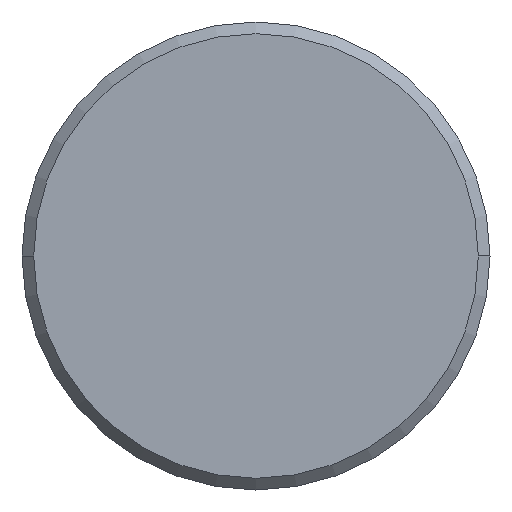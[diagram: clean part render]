
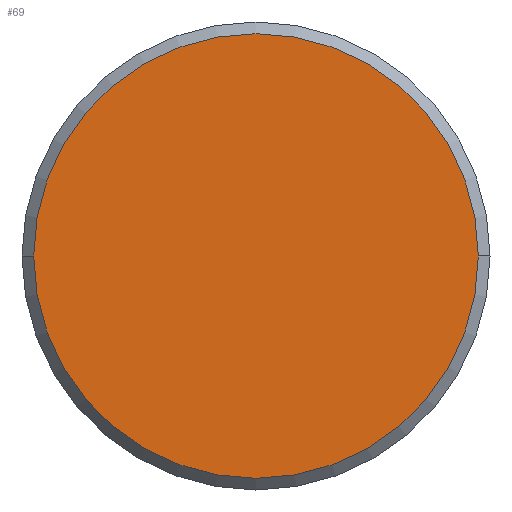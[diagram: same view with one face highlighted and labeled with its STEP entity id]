
A CAD part, left-side view. The second image highlights one B-rep face of the part: STEP entity #69.
In plain terms, the highlighted planar face has unit normal (-1, 0, 0).
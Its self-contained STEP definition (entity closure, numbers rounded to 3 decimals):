
#16 = CIRCLE ( 'NONE', #25, 5.7 ) ;
#25 = AXIS2_PLACEMENT_3D ( 'NONE', #120, #293, #145 ) ;
#30 = EDGE_CURVE ( 'NONE', #109, #292, #277, .T. ) ;
#69 = ADVANCED_FACE ( 'NONE', ( #85 ), #261, .T. ) ;
#72 = DIRECTION ( 'NONE',  ( 0., 1., 0. ) ) ;
#74 = ORIENTED_EDGE ( 'NONE', *, *, #30, .F. ) ;
#85 = FACE_OUTER_BOUND ( 'NONE', #230, .T. ) ;
#95 = CARTESIAN_POINT ( 'NONE',  ( -55., 0., 0. ) ) ;
#109 = VERTEX_POINT ( 'NONE', #144 ) ;
#118 = CARTESIAN_POINT ( 'NONE',  ( -55., 0., 0. ) ) ;
#120 = CARTESIAN_POINT ( 'NONE',  ( -55., 0., 0. ) ) ;
#121 = EDGE_CURVE ( 'NONE', #292, #109, #16, .T. ) ;
#143 = DIRECTION ( 'NONE',  ( 0., -1., 0. ) ) ;
#144 = CARTESIAN_POINT ( 'NONE',  ( -55., 5.7, 0. ) ) ;
#145 = DIRECTION ( 'NONE',  ( 0., 1., 0. ) ) ;
#179 = ORIENTED_EDGE ( 'NONE', *, *, #121, .F. ) ;
#200 = AXIS2_PLACEMENT_3D ( 'NONE', #95, #233, #72 ) ;
#225 = CARTESIAN_POINT ( 'NONE',  ( -55., -5.7, 0. ) ) ;
#230 = EDGE_LOOP ( 'NONE', ( #74, #179 ) ) ;
#233 = DIRECTION ( 'NONE',  ( 1., 0., 0. ) ) ;
#261 = PLANE ( 'NONE',  #284 ) ;
#277 = CIRCLE ( 'NONE', #200, 5.7 ) ;
#284 = AXIS2_PLACEMENT_3D ( 'NONE', #118, #289, #143 ) ;
#289 = DIRECTION ( 'NONE',  ( -1., 0., 0. ) ) ;
#292 = VERTEX_POINT ( 'NONE', #225 ) ;
#293 = DIRECTION ( 'NONE',  ( 1., 0., 0. ) ) ;
